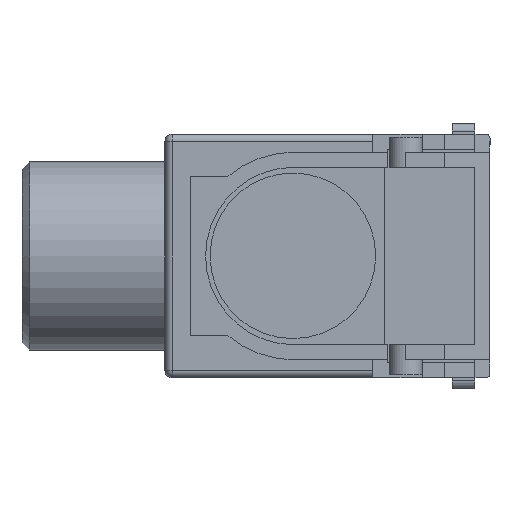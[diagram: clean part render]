
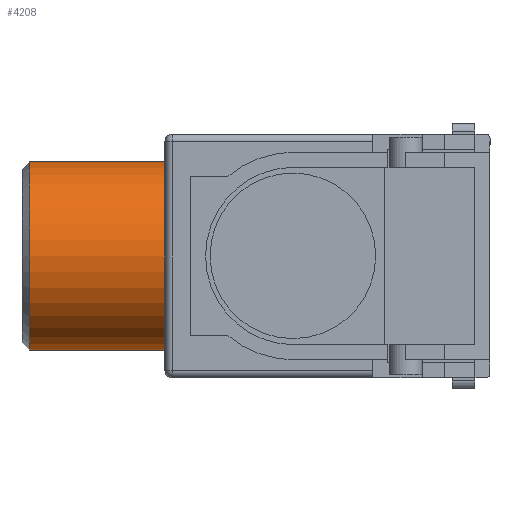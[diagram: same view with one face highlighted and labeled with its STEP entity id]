
A CAD part, front view. The second image highlights one B-rep face of the part: STEP entity #4208.
In plain terms, the highlighted cylindrical face has radius 6.25 mm (diameter 12.5 mm), a full revolution.
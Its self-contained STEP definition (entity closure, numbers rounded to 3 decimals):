
#66=CYLINDRICAL_SURFACE('',#4512,6.25);
#108=CIRCLE('',#4388,6.25);
#156=CIRCLE('',#4513,6.25);
#325=FACE_OUTER_BOUND('',#546,.T.);
#546=EDGE_LOOP('',(#3200,#3201,#3202,#3203));
#944=LINE('',#6482,#1417);
#1417=VECTOR('',#5316,6.25);
#1740=VERTEX_POINT('',#6114);
#1848=VERTEX_POINT('',#6480);
#2157=EDGE_CURVE('',#1740,#1740,#108,.T.);
#2342=EDGE_CURVE('',#1848,#1848,#156,.T.);
#2343=EDGE_CURVE('',#1848,#1740,#944,.T.);
#3200=ORIENTED_EDGE('',*,*,#2342,.F.);
#3201=ORIENTED_EDGE('',*,*,#2343,.T.);
#3202=ORIENTED_EDGE('',*,*,#2157,.T.);
#3203=ORIENTED_EDGE('',*,*,#2343,.F.);
#4208=ADVANCED_FACE('',(#325),#66,.T.);
#4388=AXIS2_PLACEMENT_3D('',#6115,#4931,#4932);
#4512=AXIS2_PLACEMENT_3D('',#6479,#5312,#5313);
#4513=AXIS2_PLACEMENT_3D('',#6481,#5314,#5315);
#4931=DIRECTION('center_axis',(-1.,0.,0.));
#4932=DIRECTION('ref_axis',(0.,0.,
-1.));
#5312=DIRECTION('center_axis',(-1.,0.,0.));
#5313=DIRECTION('ref_axis',(0.,0.,
-1.));
#5314=DIRECTION('center_axis',(-1.,0.,0.));
#5315=DIRECTION('ref_axis',(0.,0.,
-1.));
#5316=DIRECTION('',(1.,0.,0.));
#6114=CARTESIAN_POINT('',(-13.6,17.6,-8.092));
#6115=CARTESIAN_POINT('Origin',(-13.6,17.6,-14.342));
#6479=CARTESIAN_POINT('Origin',(-13.,17.6,-14.342));
#6480=CARTESIAN_POINT('',(-22.6,17.6,-8.092));
#6481=CARTESIAN_POINT('Origin',(-22.6,17.6,-14.342));
#6482=CARTESIAN_POINT('',(-13.,17.6,-8.092));
